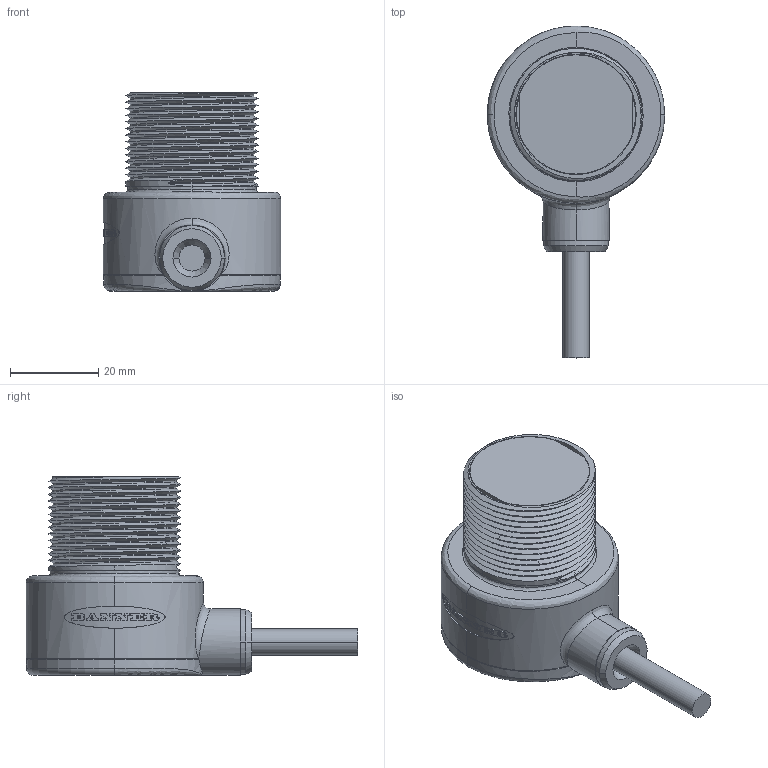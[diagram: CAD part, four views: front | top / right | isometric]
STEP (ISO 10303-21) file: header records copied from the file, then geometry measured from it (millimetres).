
FILE_DESCRIPTION((''),'2;1');
FILE_NAME('155324_SM01_ASM','2022-11-09T10:52:04',('PDMAdmin'),('BANNER ENGINEERING'),'CREO PARAMETRIC BY PTC INC, 2019292','CREO PARAMETRIC BY PTC INC, 2019292','');
FILE_SCHEMA(('CONFIG_CONTROL_DESIGN'));
Products named in the file (3): 155324_EP01; 09460_WEB; 155324_SM01_ASM
Assembly tree (2 placements, depth 2):
  155324_SM01_ASM
    155324_EP01
    09460_WEB
Bounding box: 40.18 x 75.26 x 45.05 mm (x, y, z)
Volume: 45999.8 mm3; surface area: 10667.5 mm2
Topology: 2 solids, 2 shells, 373 faces, 1040 edges, 690 vertices
Faces by surface type: cylinder 190, plane 147, bspline 19, cone 12, sphere 2, extrusion 2, torus 1
Entity records: 26684 total; most frequent: CARTESIAN_POINT 17682, ORIENTED_EDGE 2072, DIRECTION 1557, EDGE_CURVE 1036, VERTEX_POINT 690, AXIS2_PLACEMENT_3D 561, VECTOR 435, LINE 433
